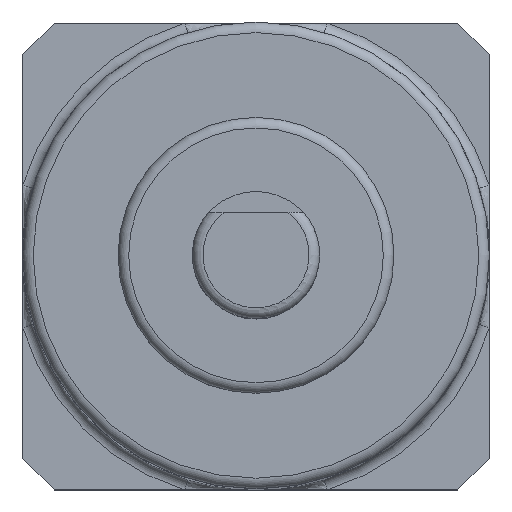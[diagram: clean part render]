
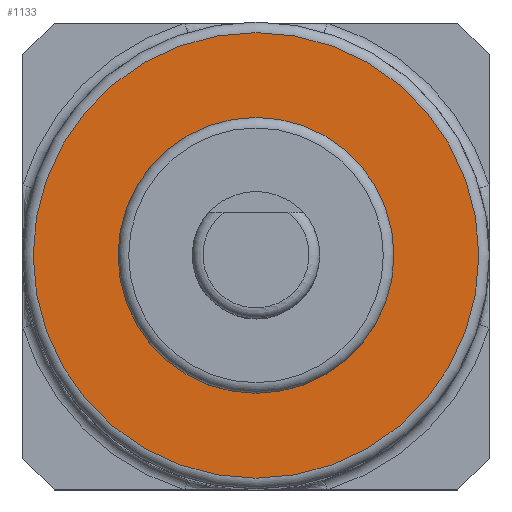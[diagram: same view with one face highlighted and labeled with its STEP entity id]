
A CAD part, top view. The second image highlights one B-rep face of the part: STEP entity #1133.
In plain terms, the highlighted planar face has unit normal (0, 0, 1).
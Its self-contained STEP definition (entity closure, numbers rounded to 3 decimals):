
#55=FACE_BOUND('',#241,.T.);
#82=CIRCLE('',#1229,6.5);
#89=CIRCLE('',#1244,10.5);
#174=FACE_OUTER_BOUND('',#240,.T.);
#240=EDGE_LOOP('',(#965));
#241=EDGE_LOOP('',(#966));
#543=VERTEX_POINT('',#1849);
#549=VERTEX_POINT('',#1874);
#682=EDGE_CURVE('',#543,#543,#82,.T.);
#692=EDGE_CURVE('',#549,#549,#89,.T.);
#965=ORIENTED_EDGE('',*,*,#692,.F.);
#966=ORIENTED_EDGE('',*,*,#682,.T.);
#1083=PLANE('',#1246);
#1133=ADVANCED_FACE('',(#174,#55),#1083,.T.);
#1229=AXIS2_PLACEMENT_3D('',#1851,#1491,#1492);
#1244=AXIS2_PLACEMENT_3D('',#1875,#1524,#1525);
#1246=AXIS2_PLACEMENT_3D('',#1877,#1528,#1529);
#1491=DIRECTION('center_axis',(0.,0.,-1.));
#1492=DIRECTION('ref_axis',(-1.,0.,0.));
#1524=DIRECTION('center_axis',(0.,0.,-1.));
#1525=DIRECTION('ref_axis',(-1.,0.,0.));
#1528=DIRECTION('center_axis',(0.,0.,1.));
#1529=DIRECTION('ref_axis',(-1.,0.,0.));
#1849=CARTESIAN_POINT('',(6.5,0.,58.95));
#1851=CARTESIAN_POINT('Origin',(0.,0.,58.95));
#1874=CARTESIAN_POINT('',(-10.5,0.,58.95));
#1875=CARTESIAN_POINT('Origin',(0.,0.,58.95));
#1877=CARTESIAN_POINT('Origin',(0.,0.,58.95));
